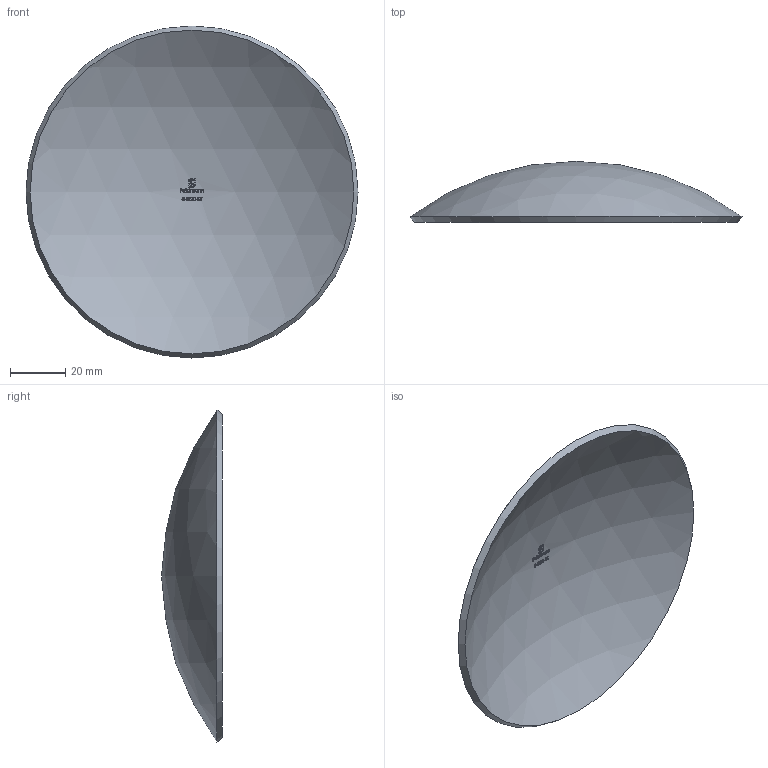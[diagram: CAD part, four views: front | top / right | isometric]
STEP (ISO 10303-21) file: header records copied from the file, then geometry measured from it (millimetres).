
FILE_DESCRIPTION (( 'STEP AP203' ), '1' );
FILE_NAME ('54220-ST.step', '2022-05-05T09:42:21', ( '' ), ( '' ), 'SwSTEP 2.0', 'SolidWorks 2018', '' );
FILE_SCHEMA (( 'CONFIG_CONTROL_DESIGN' ));
Length unit declared in the file: millimetre
Products named in the file (1): 54220-ST
Bounding box: 120 x 22 x 120 mm (x, y, z)
Volume: 30636.1 mm3; surface area: 25454.4 mm2
Topology: 1 solids, 1 shells, 258 faces, 702 edges, 468 vertices
Faces by surface type: plane 121, bspline 112, sphere 24, cone 1
Entity records: 12372 total; most frequent: CARTESIAN_POINT 6302, ORIENTED_EDGE 1402, DIRECTION 1015, EDGE_CURVE 701, VERTEX_POINT 468, AXIS2_PLACEMENT_3D 391, EDGE_LOOP 281, ADVANCED_FACE 258
